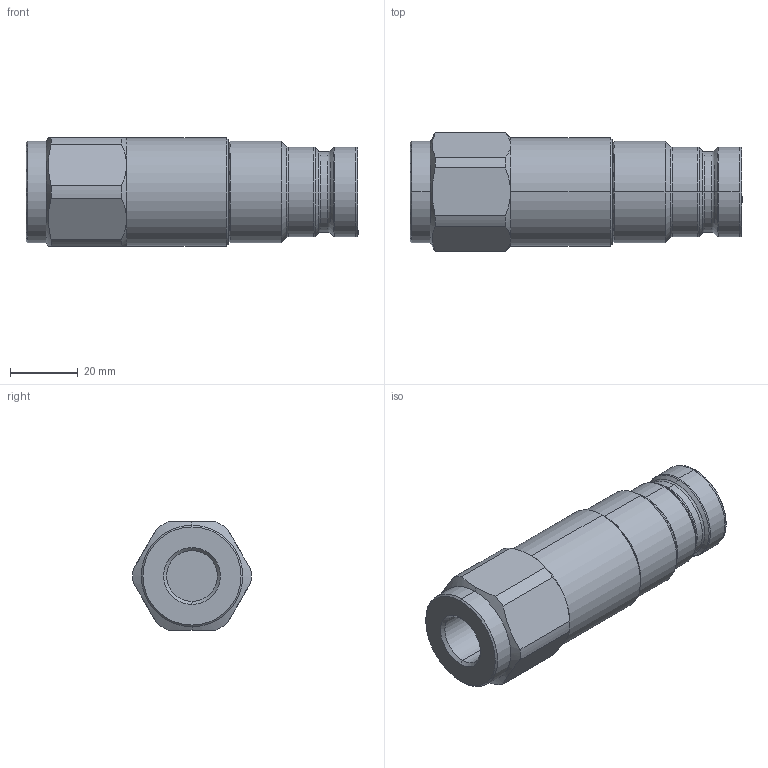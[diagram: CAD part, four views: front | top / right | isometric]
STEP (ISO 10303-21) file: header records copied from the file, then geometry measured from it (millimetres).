
FILE_DESCRIPTION (( 'STEP AP214' ), '1' );
FILE_NAME ('FF3821.STEP', '2015-08-31T13:39:50', ( 'admin' ), ( 'Microsoft' ), 'SwSTEP 2.0', 'SolidWorks 2009', '' );
FILE_SCHEMA (( 'AUTOMOTIVE_DESIGN' ));
Length unit declared in the file: millimetre
Products named in the file (1): FF3821
Bounding box: 98.1 x 34.98 x 32 mm (x, y, z)
Volume: 69674.6 mm3; surface area: 12239.6 mm2
Topology: 1 solids, 1 shells, 85 faces, 180 edges, 102 vertices
Faces by surface type: cone 30, cylinder 24, torus 18, plane 13
Entity records: 2423 total; most frequent: CARTESIAN_POINT 540, DIRECTION 438, ORIENTED_EDGE 360, AXIS2_PLACEMENT_3D 192, EDGE_CURVE 180, CIRCLE 106, VERTEX_POINT 102, EDGE_LOOP 90
